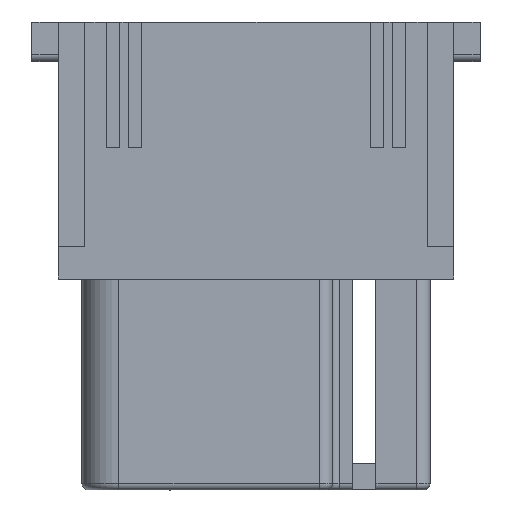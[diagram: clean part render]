
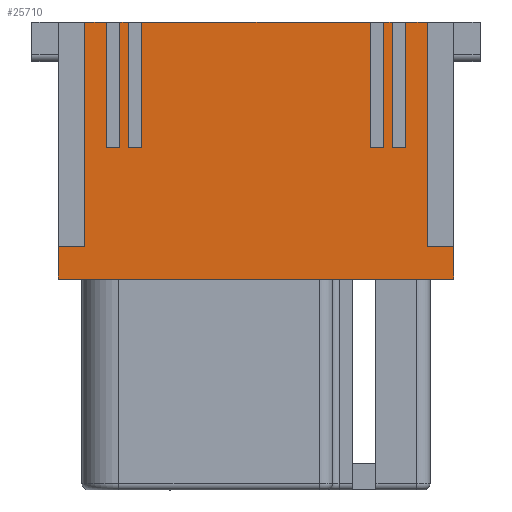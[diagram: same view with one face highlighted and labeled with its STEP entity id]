
A CAD part, left-side view. The second image highlights one B-rep face of the part: STEP entity #25710.
In plain terms, the highlighted face is planar.
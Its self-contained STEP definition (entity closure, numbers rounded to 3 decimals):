
#2710=CARTESIAN_POINT('',(56.048,60.257,-2.));
#2720=VERTEX_POINT('',#2710);
#2750=CARTESIAN_POINT('',(56.048,60.257,-4.559));
#2760=DIRECTION('',(0.,0.,-1.));
#2770=VECTOR('',#2760,1.);
#2780=LINE('',#2750,#2770);
#2790=CARTESIAN_POINT('',(56.048,60.257,-32.));
#2800=VERTEX_POINT('',#2790);
#2810=EDGE_CURVE('',#2720,#2800,#2780,.T.);
#3090=CARTESIAN_POINT('',(56.048,71.257,-28.344));
#3100=VERTEX_POINT('',#3090);
#3150=CARTESIAN_POINT('',(56.048,72.517,-28.682))
;
#3160=DIRECTION('',(0.,-0.966,
0.259));
#3170=VECTOR('',#3160,1.);
#3180=LINE('',#3150,#3170);
#3190=CARTESIAN_POINT('',(56.048,71.227,-28.336))
;
#3200=VERTEX_POINT('',#3190);
#3210=EDGE_CURVE('',#3100,#3200,#3180,.T.);
#5780=CARTESIAN_POINT('',(56.048,79.757,-30.));
#5790=VERTEX_POINT('',#5780);
#5960=CARTESIAN_POINT('',(56.048,62.757,-30.));
#5970=VERTEX_POINT('',#5960);
#6000=CARTESIAN_POINT('',(56.048,79.057,-30.));
#6010=DIRECTION('',(0.,-1.,0.));
#6020=VECTOR('',#6010,1.);
#6030=LINE('',#6000,#6020);
#6040=EDGE_CURVE('',#5790,#5970,#6030,.T.);
#8210=CARTESIAN_POINT('',(56.048,70.257,-28.336));
#8220=VERTEX_POINT('',#8210);
#8250=CARTESIAN_POINT('',(56.048,70.257,-4.559));
#8260=DIRECTION('',(0.,0.,1.));
#8270=VECTOR('',#8260,1.);
#8280=LINE('',#8250,#8270);
#8290=CARTESIAN_POINT('',(56.048,70.257,-27.336));
#8300=VERTEX_POINT('',#8290);
#8310=EDGE_CURVE('',#8220,#8300,#8280,.T.);
#8630=CARTESIAN_POINT('',(56.048,40.707,-27.336))
;
#8640=DIRECTION('',(0.,1.,0.));
#8650=VECTOR('',#8640,1.);
#8660=LINE('',#8630,#8650);
#8670=CARTESIAN_POINT('',(56.048,79.757,-27.336))
;
#8680=VERTEX_POINT('',#8670);
#8690=EDGE_CURVE('',#8300,#8680,#8660,.T.);
#8930=CARTESIAN_POINT('',(56.048,70.257,-25.656));
#8940=VERTEX_POINT('',#8930);
#9090=CARTESIAN_POINT('',(56.048,70.257,-26.664));
#9100=VERTEX_POINT('',#9090);
#9130=CARTESIAN_POINT('',(56.048,70.257,-4.559));
#9140=DIRECTION('',(0.,0.,1.));
#9150=VECTOR('',#9140,1.);
#9160=LINE('',#9130,#9150);
#9170=EDGE_CURVE('',#9100,#8940,#9160,.T.);
#9480=CARTESIAN_POINT('',(56.048,71.227,-8.336));
#9490=VERTEX_POINT('',#9480);
#9520=CARTESIAN_POINT('',(56.048,58.057,-8.336));
#9530=DIRECTION('',(0.,1.,0.));
#9540=VECTOR('',#9530,1.);
#9550=LINE('',#9520,#9540);
#9560=CARTESIAN_POINT('',(56.048,70.257,-8.336));
#9570=VERTEX_POINT('',#9560);
#9580=EDGE_CURVE('',#9570,#9490,#9550,.T.);
#24090=CARTESIAN_POINT('',(56.048,86.688,-19.097)
);
#24100=DIRECTION('',(1.,0.,0.));
#24110=DIRECTION('',(0.,1.,0.));
#24120=AXIS2_PLACEMENT_3D('',#24090,#24100,#24110);
#24130=PLANE('',#24120);
#24140=CARTESIAN_POINT('',(56.048,79.057,-4.));
#24150=DIRECTION('',(0.,1.,0.));
#24160=VECTOR('',#24150,1.);
#24170=LINE('',#24140,#24160);
#24180=CARTESIAN_POINT('',(56.048,62.757,-4.));
#24190=VERTEX_POINT('',#24180);
#24200=CARTESIAN_POINT('',(56.048,79.757,-4.)
);
#24210=VERTEX_POINT('',#24200);
#24220=EDGE_CURVE('',#24190,#24210,#24170,.T.);
#24230=ORIENTED_EDGE('',*,*,#24220,.F.);
#24240=CARTESIAN_POINT('',(56.048,79.757,-4.559));
#24250=DIRECTION('',(0.,0.,1.));
#24260=VECTOR('',#24250,1.);
#24270=LINE('',#24240,#24260);
#24280=CARTESIAN_POINT('',(56.048,79.757,-5.656)
);
#24290=VERTEX_POINT('',#24280);
#24300=EDGE_CURVE('',#24290,#24210,#24270,.T.);
#24310=ORIENTED_EDGE('',*,*,#24300,.T.);
#24320=CARTESIAN_POINT('',(56.048,58.057,-5.656));
#24330=DIRECTION('',(0.,-1.,0.));
#24340=VECTOR('',#24330,1.);
#24350=LINE('',#24320,#24340);
#24360=CARTESIAN_POINT('',(56.048,70.257,-5.656));
#24370=VERTEX_POINT('',#24360);
#24380=EDGE_CURVE('',#24290,#24370,#24350,.T.);
#24390=ORIENTED_EDGE('',*,*,#24380,.F.);
#24400=CARTESIAN_POINT('',(56.048,70.257,-4.559));
#24410=DIRECTION('',(0.,0.,1.));
#24420=VECTOR('',#24410,1.);
#24430=LINE('',#24400,#24420);
#24440=CARTESIAN_POINT('',(56.048,70.257,-6.664));
#24450=VERTEX_POINT('',#24440);
#24460=EDGE_CURVE('',#24450,#24370,#24430,.T.);
#24470=ORIENTED_EDGE('',*,*,#24460,.T.);
#24480=CARTESIAN_POINT('',(56.048,40.707,-6.664)
);
#24490=DIRECTION('',(0.,1.,0.));
#24500=VECTOR('',#24490,1.);
#24510=LINE('',#24480,#24500);
#24520=CARTESIAN_POINT('',(56.048,79.757,-6.664)
);
#24530=VERTEX_POINT('',#24520);
#24540=EDGE_CURVE('',#24450,#24530,#24510,.T.);
#24550=ORIENTED_EDGE('',*,*,#24540,.F.);
#24560=CARTESIAN_POINT('',(56.048,79.757,-4.559)
);
#24570=DIRECTION('',(0.,0.,1.));
#24580=VECTOR('',#24570,1.);
#24590=LINE('',#24560,#24580);
#24600=CARTESIAN_POINT('',(56.048,79.757,-7.336)
);
#24610=VERTEX_POINT('',#24600);
#24620=EDGE_CURVE('',#24610,#24530,#24590,.T.);
#24630=ORIENTED_EDGE('',*,*,#24620,.T.);
#24640=CARTESIAN_POINT('',(56.048,40.707,-7.336)
);
#24650=DIRECTION('',(0.,1.,0.));
#24660=VECTOR('',#24650,1.);
#24670=LINE('',#24640,#24660);
#24680=CARTESIAN_POINT('',(56.048,70.257,-7.336));
#24690=VERTEX_POINT('',#24680);
#24700=EDGE_CURVE('',#24690,#24610,#24670,.T.);
#24710=ORIENTED_EDGE('',*,*,#24700,.T.);
#24720=CARTESIAN_POINT('',(56.048,70.257,-4.559));
#24730=DIRECTION('',(0.,0.,1.));
#24740=VECTOR('',#24730,1.);
#24750=LINE('',#24720,#24740);
#24760=EDGE_CURVE('',#9570,#24690,#24750,.T.);
#24770=ORIENTED_EDGE('',*,*,#24760,.T.);
#24780=ORIENTED_EDGE('',*,*,#9580,.F.);
#24790=CARTESIAN_POINT('',(56.048,72.298,-8.623))
;
#24800=DIRECTION('',(0.,-0.966,
0.259));
#24810=VECTOR('',#24800,1.);
#24820=LINE('',#24790,#24810);
#24830=CARTESIAN_POINT('',(56.048,71.257,-8.344));
#24840=VERTEX_POINT('',#24830);
#24850=EDGE_CURVE('',#24840,#9490,#24820,.T.);
#24860=ORIENTED_EDGE('',*,*,#24850,.T.);
#24870=CARTESIAN_POINT('',(56.048,77.757,-8.344));
#24880=DIRECTION('',(0.,1.,0.));
#24890=VECTOR('',#24880,1.);
#24900=LINE('',#24870,#24890);
#24910=CARTESIAN_POINT('',(56.048,79.757,-8.344)
);
#24920=VERTEX_POINT('',#24910);
#24930=EDGE_CURVE('',#24840,#24920,#24900,.T.);
#24940=ORIENTED_EDGE('',*,*,#24930,.F.);
#24950=CARTESIAN_POINT('',(56.048,79.757,-25.656));
#24960=VERTEX_POINT('',#24950);
#24970=EDGE_CURVE('',#24960,#24920,#24270,.T.);
#24980=ORIENTED_EDGE('',*,*,#24970,.T.);
#24990=CARTESIAN_POINT('',(56.048,58.057,-25.656));
#25000=DIRECTION('',(0.,-1.,0.));
#25010=VECTOR('',#25000,1.);
#25020=LINE('',#24990,#25010);
#25030=EDGE_CURVE('',#24960,#8940,#25020,.T.);
#25040=ORIENTED_EDGE('',*,*,#25030,.F.);
#25050=ORIENTED_EDGE('',*,*,#9170,.T.);
#25060=CARTESIAN_POINT('',(56.048,40.707,-26.664)
);
#25070=DIRECTION('',(0.,1.,0.));
#25080=VECTOR('',#25070,1.);
#25090=LINE('',#25060,#25080);
#25100=CARTESIAN_POINT('',(56.048,79.757,-26.664)
);
#25110=VERTEX_POINT('',#25100);
#25120=EDGE_CURVE('',#9100,#25110,#25090,.T.);
#25130=ORIENTED_EDGE('',*,*,#25120,.F.);
#25140=CARTESIAN_POINT('',(56.048,79.757,-4.559)
);
#25150=DIRECTION('',(0.,0.,1.));
#25160=VECTOR('',#25150,1.);
#25170=LINE('',#25140,#25160);
#25180=EDGE_CURVE('',#8680,#25110,#25170,.T.);
#25190=ORIENTED_EDGE('',*,*,#25180,.T.);
#25200=ORIENTED_EDGE('',*,*,#8690,.T.);
#25210=ORIENTED_EDGE('',*,*,#8310,.T.);
#25220=CARTESIAN_POINT('',(56.048,58.057,-28.336));
#25230=DIRECTION('',(0.,1.,0.));
#25240=VECTOR('',#25230,1.);
#25250=LINE('',#25220,#25240);
#25260=EDGE_CURVE('',#8220,#3200,#25250,.T.);
#25270=ORIENTED_EDGE('',*,*,#25260,.F.);
#25280=ORIENTED_EDGE('',*,*,#3210,.T.);
#25290=CARTESIAN_POINT('',(56.048,77.757,-28.344));
#25300=DIRECTION('',(0.,1.,0.));
#25310=VECTOR('',#25300,1.);
#25320=LINE('',#25290,#25310);
#25330=CARTESIAN_POINT('',(56.048,79.757,-28.344))
;
#25340=VERTEX_POINT('',#25330);
#25350=EDGE_CURVE('',#3100,#25340,#25320,.T.);
#25360=ORIENTED_EDGE('',*,*,#25350,.F.);
#25370=EDGE_CURVE('',#5790,#25340,#24270,.T.);
#25380=ORIENTED_EDGE('',*,*,#25370,.T.);
#25390=ORIENTED_EDGE('',*,*,#6040,.F.);
#25400=CARTESIAN_POINT('',(56.048,62.757,-4.559));
#25410=DIRECTION('',(0.,0.,-1.));
#25420=VECTOR('',#25410,1.);
#25430=LINE('',#25400,#25420);
#25440=CARTESIAN_POINT('',(56.048,62.757,-32.));
#25450=VERTEX_POINT('',#25440);
#25460=EDGE_CURVE('',#5970,#25450,#25430,.T.);
#25470=ORIENTED_EDGE('',*,*,#25460,.F.);
#25480=CARTESIAN_POINT('',(56.048,58.057,-32.));
#25490=DIRECTION('',(0.,-1.,0.));
#25500=VECTOR('',#25490,1.);
#25510=LINE('',#25480,#25500);
#25520=EDGE_CURVE('',#25450,#2800,#25510,.T.);
#25530=ORIENTED_EDGE('',*,*,#25520,.F.);
#25540=ORIENTED_EDGE('',*,*,#2810,.T.);
#25550=CARTESIAN_POINT('',(56.048,58.057,-2.));
#25560=DIRECTION('',(0.,-1.,0.));
#25570=VECTOR('',#25560,1.);
#25580=LINE('',#25550,#25570);
#25590=CARTESIAN_POINT('',(56.048,62.757,-2.));
#25600=VERTEX_POINT('',#25590);
#25610=EDGE_CURVE('',#25600,#2720,#25580,.T.);
#25620=ORIENTED_EDGE('',*,*,#25610,.T.);
#25630=CARTESIAN_POINT('',(56.048,62.757,-4.559));
#25640=DIRECTION('',(0.,0.,-1.));
#25650=VECTOR('',#25640,1.);
#25660=LINE('',#25630,#25650);
#25670=EDGE_CURVE('',#25600,#24190,#25660,.T.);
#25680=ORIENTED_EDGE('',*,*,#25670,.F.);
#25690=EDGE_LOOP('',(#25680,#25620,#25540,#25530,#25470,#25390,#25380,
#25360,#25280,#25270,#25210,#25200,#25190,#25130,#25050,#25040,#24980,
#24940,#24860,#24780,#24770,#24710,#24630,#24550,#24470,#24390,#24310,
#24230));
#25700=FACE_OUTER_BOUND('',#25690,.T.);
#25710=ADVANCED_FACE('',(#25700),#24130,.T.);
